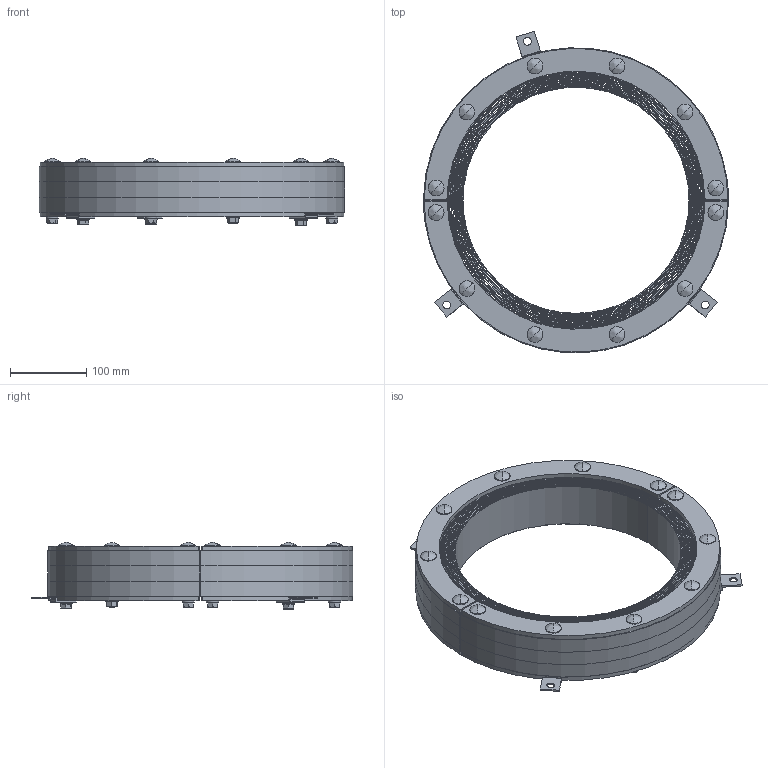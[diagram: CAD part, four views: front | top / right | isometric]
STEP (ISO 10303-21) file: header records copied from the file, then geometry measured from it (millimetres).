
FILE_DESCRIPTION((''),'2;1');
FILE_NAME('RS400.stp','2009-08-14T11:20:03',('JE BOHLIN'),('Roxtec International AB'),'Mechanical Desktop 2005','Mechanical Desktop 2005',', , ');
FILE_SCHEMA(('CONFIG_CONTROL_DESIGN'));
Length unit declared in the file: millimetre
Products named in the file (10): RS400; HALF; RUBBER; FITTING; CUP HEAD SQUARE NECK BOLT - DIN 603 - M8 X 80; BLUE_MDM; WASHER - ISO 7089 - 8 - 140 HV; HEX NUT - ISO 4032 - M8; BOLTS; PART1
Assembly tree (36 placements, depth 3):
  RS400
    HALF  x2
      RUBBER
      FITTING
      CUP HEAD SQUARE NECK BOLT - DIN 603 - M8 X 80
      BLUE_MDM
      WASHER - ISO 7089 - 8 - 140 HV
      HEX NUT - ISO 4032 - M8
    BOLTS
      WASHER - ISO 7089 - 8 - 140 HV  x6
      HEX NUT - ISO 4032 - M8  x6
    PART1  x3
Bounding box: 400 x 421.47 x 88.27 mm (x, y, z)
Surface area: 1698608.4 mm2 (no closed solid volume)
Topology: 0 solids, 0 shells, 1158 faces, 5762 edges, 5764 vertices
Faces by surface type: bspline 1158
Entity records: 10406 total; most frequent: CARTESIAN_POINT 6899, COMPOSITE_CURVE_SEGMENT 1078, QUASI_UNIFORM_CURVE 958, PCURVE 472, OUTER_BOUNDARY_CURVE 215, CURVE_BOUNDED_SURFACE 215, QUASI_UNIFORM_SURFACE 99, DIRECTION 76
